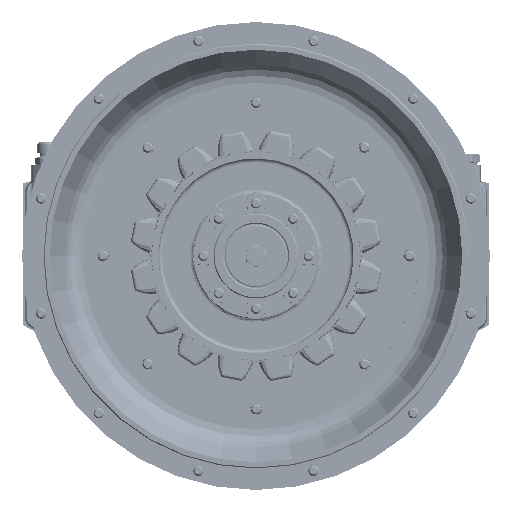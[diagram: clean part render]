
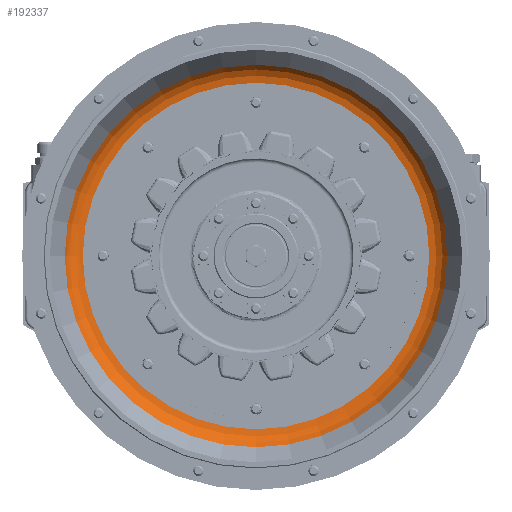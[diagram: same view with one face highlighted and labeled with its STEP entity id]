
A CAD part, top view. The second image highlights one B-rep face of the part: STEP entity #192337.
In plain terms, the highlighted toroidal (fillet/blend) face has major radius 167.014 mm and minor radius 20 mm.
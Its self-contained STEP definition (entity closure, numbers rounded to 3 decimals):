
#5354 = DIRECTION ( 'NONE',  ( 0., 0., -1. ) ) ;
#15472 = DIRECTION ( 'NONE',  ( -1., 0., 0. ) ) ;
#36239 = EDGE_LOOP ( 'NONE', ( #65363 ) ) ;
#51660 = AXIS2_PLACEMENT_3D ( 'NONE', #177374, #154904, #15472 ) ;
#65363 = ORIENTED_EDGE ( 'NONE', *, *, #270208, .T. ) ;
#80300 = CARTESIAN_POINT ( 'NONE',  ( -184.334, 0., 30. ) ) ;
#86361 = AXIS2_PLACEMENT_3D ( 'NONE', #116772, #279815, #140176 ) ;
#90050 = VERTEX_POINT ( 'NONE', #174643 ) ;
#111178 = FACE_OUTER_BOUND ( 'NONE', #36239, .T. ) ;
#116772 = CARTESIAN_POINT ( 'NONE',  ( 0., 0., 30. ) ) ;
#130630 = AXIS2_PLACEMENT_3D ( 'NONE', #144766, #5354, #168211 ) ;
#132979 = CIRCLE ( 'NONE', #86361, 184.334 ) ;
#140176 = DIRECTION ( 'NONE',  ( -1., 0., 0. ) ) ;
#144766 = CARTESIAN_POINT ( 'NONE',  ( 0., 0., 20. ) ) ;
#145780 = CIRCLE ( 'NONE', #130630, 167.014 ) ;
#154904 = DIRECTION ( 'NONE',  ( 0., 0., -1. ) ) ;
#168211 = DIRECTION ( 'NONE',  ( -1., 0., 0. ) ) ;
#174643 = CARTESIAN_POINT ( 'NONE',  ( -167.014, 0., 20. ) ) ;
#177374 = CARTESIAN_POINT ( 'NONE',  ( 0., 0., 40. ) ) ;
#186229 = EDGE_CURVE ( 'NONE', #230646, #230646, #132979, .T. ) ;
#192337 = ADVANCED_FACE ( 'NONE', ( #297190, #111178 ), #275191, .F. ) ;
#199757 = ORIENTED_EDGE ( 'NONE', *, *, #186229, .F. ) ;
#221541 = EDGE_LOOP ( 'NONE', ( #199757 ) ) ;
#230646 = VERTEX_POINT ( 'NONE', #80300 ) ;
#270208 = EDGE_CURVE ( 'NONE', #90050, #90050, #145780, .T. ) ;
#275191 = TOROIDAL_SURFACE ( 'NONE', #51660, 167.014, 20. ) ;
#279815 = DIRECTION ( 'NONE',  ( 0., 0., -1. ) ) ;
#297190 = FACE_OUTER_BOUND ( 'NONE', #221541, .T. ) ;
